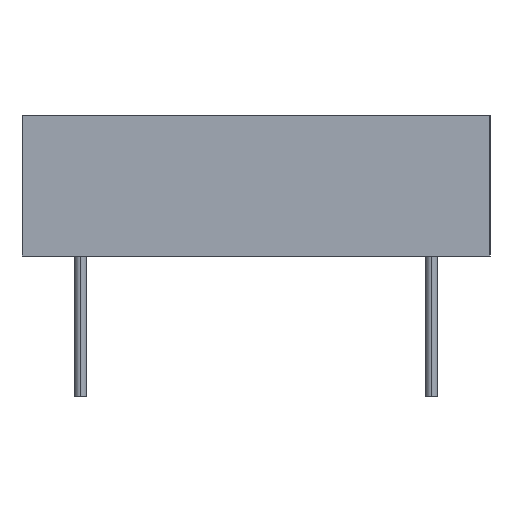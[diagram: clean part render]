
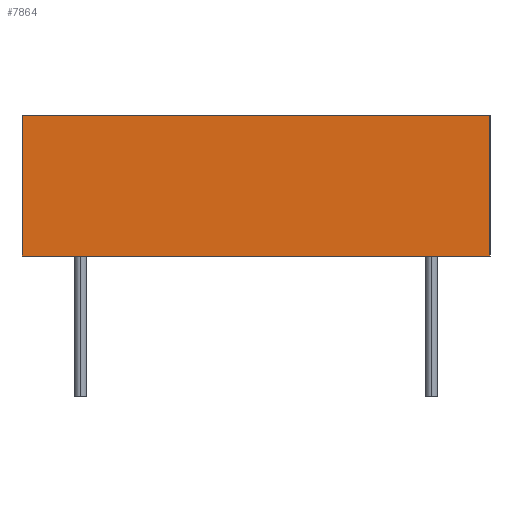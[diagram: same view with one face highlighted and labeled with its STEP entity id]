
A CAD part, left-side view. The second image highlights one B-rep face of the part: STEP entity #7864.
In plain terms, the highlighted planar face has unit normal (-1, 0, 0).
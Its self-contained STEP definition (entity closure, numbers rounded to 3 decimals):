
#66 = VECTOR ( 'NONE', #921, 1000. ) ;
#211 = CARTESIAN_POINT ( 'NONE',  ( -11.492, 0.206, 0. ) ) ;
#239 = PLANE ( 'NONE',  #768 ) ;
#513 = EDGE_CURVE ( 'NONE', #4975, #3846, #7359, .T. ) ;
#768 = AXIS2_PLACEMENT_3D ( 'NONE', #3614, #1513, #6311 ) ;
#921 = DIRECTION ( 'NONE',  ( 0., 0., -1. ) ) ;
#923 = DIRECTION ( 'NONE',  ( 0., -1., 0. ) ) ;
#1331 = DIRECTION ( 'NONE',  ( 0., -1., 0. ) ) ;
#1474 = ORIENTED_EDGE ( 'NONE', *, *, #513, .F. ) ;
#1513 = DIRECTION ( 'NONE',  ( 1., 0., 0. ) ) ;
#1704 = VECTOR ( 'NONE', #923, 1000. ) ;
#1852 = VERTEX_POINT ( 'NONE', #2421 ) ;
#2232 = CARTESIAN_POINT ( 'NONE',  ( -11.492, 20.206, 6. ) ) ;
#2421 = CARTESIAN_POINT ( 'NONE',  ( -11.492, 20.206, 0. ) ) ;
#2693 = ORIENTED_EDGE ( 'NONE', *, *, #7737, .F. ) ;
#3166 = EDGE_CURVE ( 'NONE', #1852, #8344, #3550, .T. ) ;
#3550 = LINE ( 'NONE', #6957, #1704 ) ;
#3572 = CARTESIAN_POINT ( 'NONE',  ( -11.492, 0.206, 6. ) ) ;
#3614 = CARTESIAN_POINT ( 'NONE',  ( -11.492, 20.206, 6. ) ) ;
#3846 = VERTEX_POINT ( 'NONE', #3572 ) ;
#3849 = VECTOR ( 'NONE', #6588, 1000. ) ;
#4858 = CARTESIAN_POINT ( 'NONE',  ( -11.492, 20.206, 6. ) ) ;
#4942 = FACE_OUTER_BOUND ( 'NONE', #5953, .T. ) ;
#4975 = VERTEX_POINT ( 'NONE', #4858 ) ;
#5327 = VECTOR ( 'NONE', #1331, 1000. ) ;
#5514 = ORIENTED_EDGE ( 'NONE', *, *, #6006, .T. ) ;
#5616 = ORIENTED_EDGE ( 'NONE', *, *, #3166, .T. ) ;
#5872 = CARTESIAN_POINT ( 'NONE',  ( -11.492, 20.206, 6. ) ) ;
#5953 = EDGE_LOOP ( 'NONE', ( #5616, #2693, #1474, #5514 ) ) ;
#6006 = EDGE_CURVE ( 'NONE', #4975, #1852, #8259, .T. ) ;
#6311 = DIRECTION ( 'NONE',  ( 0., 1., 0. ) ) ;
#6505 = CARTESIAN_POINT ( 'NONE',  ( -11.492, 0.206, 6. ) ) ;
#6588 = DIRECTION ( 'NONE',  ( 0., 0., -1. ) ) ;
#6957 = CARTESIAN_POINT ( 'NONE',  ( -11.492, 20.206, 0. ) ) ;
#7359 = LINE ( 'NONE', #5872, #5327 ) ;
#7737 = EDGE_CURVE ( 'NONE', #3846, #8344, #8549, .T. ) ;
#7864 = ADVANCED_FACE ( 'NONE', ( #4942 ), #239, .F. ) ;
#8259 = LINE ( 'NONE', #2232, #66 ) ;
#8344 = VERTEX_POINT ( 'NONE', #211 ) ;
#8549 = LINE ( 'NONE', #6505, #3849 ) ;
